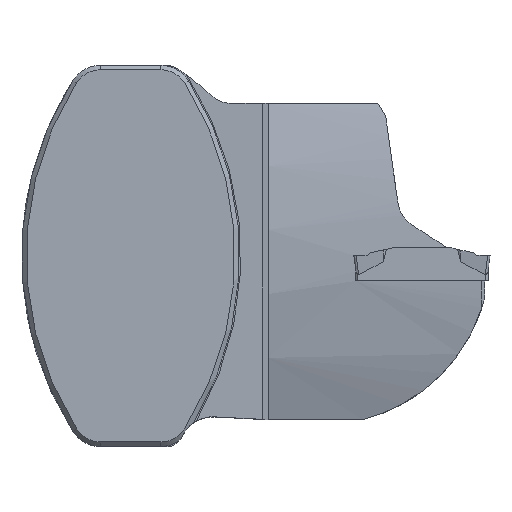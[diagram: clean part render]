
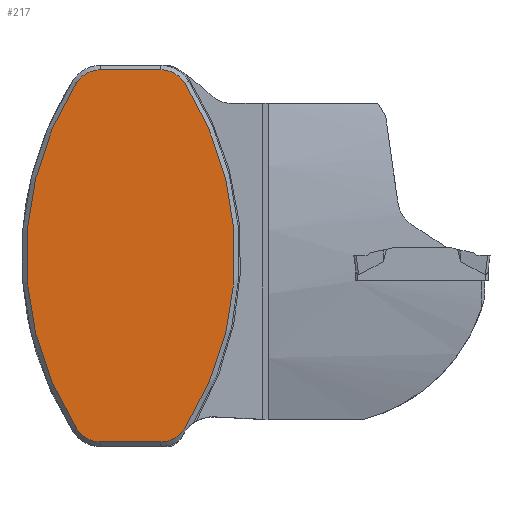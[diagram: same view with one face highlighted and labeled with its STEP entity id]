
A CAD part, top view. The second image highlights one B-rep face of the part: STEP entity #217.
In plain terms, the highlighted planar face has unit normal (0, 0, 1).
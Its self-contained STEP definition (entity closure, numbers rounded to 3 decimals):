
#217=ADVANCED_FACE('',(#340),#289,.T.);
#289=PLANE('',#1720);
#340=FACE_OUTER_BOUND('',#421,.T.);
#421=EDGE_LOOP('',(#667,#668,#669,#670,#671,#672,#673,#674));
#505=CIRCLE('',#1703,59.175);
#506=CIRCLE('',#1705,5.175);
#508=CIRCLE('',#1716,5.175);
#509=CIRCLE('',#1717,5.175);
#510=CIRCLE('',#1718,5.175);
#511=CIRCLE('',#1719,59.175);
#667=ORIENTED_EDGE('',*,*,#1226,.F.);
#668=ORIENTED_EDGE('',*,*,#1227,.F.);
#669=ORIENTED_EDGE('',*,*,#1211,.F.);
#670=ORIENTED_EDGE('',*,*,#1208,.F.);
#671=ORIENTED_EDGE('',*,*,#1228,.F.);
#672=ORIENTED_EDGE('',*,*,#1229,.F.);
#673=ORIENTED_EDGE('',*,*,#1230,.F.);
#674=ORIENTED_EDGE('',*,*,#1231,.F.);
#1044=VERTEX_POINT('',#2499);
#1045=VERTEX_POINT('',#2501);
#1047=VERTEX_POINT('',#2513);
#1053=VERTEX_POINT('',#2543);
#1054=VERTEX_POINT('',#2544);
#1055=VERTEX_POINT('',#2547);
#1056=VERTEX_POINT('',#2549);
#1057=VERTEX_POINT('',#2551);
#1208=EDGE_CURVE('',#1044,#1045,#505,.T.);
#1211=EDGE_CURVE('',#1045,#1047,#506,.T.);
#1226=EDGE_CURVE('',#1053,#1054,#508,.T.);
#1227=EDGE_CURVE('',#1047,#1053,#1385,.T.);
#1228=EDGE_CURVE('',#1055,#1044,#509,.T.);
#1229=EDGE_CURVE('',#1056,#1055,#1386,.T.);
#1230=EDGE_CURVE('',#1057,#1056,#510,.T.);
#1231=EDGE_CURVE('',#1054,#1057,#511,.T.);
#1385=LINE('',#2545,#1510);
#1386=LINE('',#2548,#1511);
#1510=VECTOR('',#1968,1.);
#1511=VECTOR('',#1971,1.);
#1703=AXIS2_PLACEMENT_3D('',#2500,#1930,#1931);
#1705=AXIS2_PLACEMENT_3D('',#2512,#1935,#1936);
#1716=AXIS2_PLACEMENT_3D('',#2542,#1966,#1967);
#1717=AXIS2_PLACEMENT_3D('',#2546,#1969,#1970);
#1718=AXIS2_PLACEMENT_3D('',#2550,#1972,#1973);
#1719=AXIS2_PLACEMENT_3D('',#2552,#1974,#1975);
#1720=AXIS2_PLACEMENT_3D('',#2553,#1976,#1977);
#1930=DIRECTION('',(0.,0.,-1.));
#1931=DIRECTION('',(0.,-1.,0.));
#1935=DIRECTION('',(0.,0.,-1.));
#1936=DIRECTION('',(0.,-1.,0.));
#1966=DIRECTION('',(0.,0.,-1.));
#1967=DIRECTION('',(0.,-1.,0.));
#1968=DIRECTION('',(-1.,0.,0.));
#1969=DIRECTION('',(0.,0.,-1.));
#1970=DIRECTION('',(0.,-1.,0.));
#1971=DIRECTION('',(1.,0.,0.));
#1972=DIRECTION('',(0.,0.,-1.));
#1973=DIRECTION('',(0.,-1.,0.));
#1974=DIRECTION('',(0.,0.,-1.));
#1975=DIRECTION('',(0.,-1.,0.));
#1976=DIRECTION('',(0.,0.,1.));
#1977=DIRECTION('',(0.,-1.,0.));
#2499=CARTESIAN_POINT('',(9.918,31.779,0.325));
#2500=CARTESIAN_POINT('',(-40.,0.,0.325));
#2501=CARTESIAN_POINT('',(9.918,-31.779,0.325));
#2512=CARTESIAN_POINT('',(5.552,-29.,0.325));
#2513=CARTESIAN_POINT('',(5.552,-34.175,0.325));
#2542=CARTESIAN_POINT('',(-5.552,-29.,0.325));
#2543=CARTESIAN_POINT('',(-5.552,-34.175,0.325));
#2544=CARTESIAN_POINT('',(-9.918,-31.779,0.325));
#2545=CARTESIAN_POINT('',(0.,-34.175,0.325));
#2546=CARTESIAN_POINT('',(5.552,29.,0.325));
#2547=CARTESIAN_POINT('',(5.552,34.175,0.325));
#2548=CARTESIAN_POINT('',(0.,34.175,0.325));
#2549=CARTESIAN_POINT('',(-5.552,34.175,0.325));
#2550=CARTESIAN_POINT('',(-5.552,29.,0.325));
#2551=CARTESIAN_POINT('',(-9.918,31.779,0.325));
#2552=CARTESIAN_POINT('',(40.,0.,0.325));
#2553=CARTESIAN_POINT('',(0.,0.,0.325));
